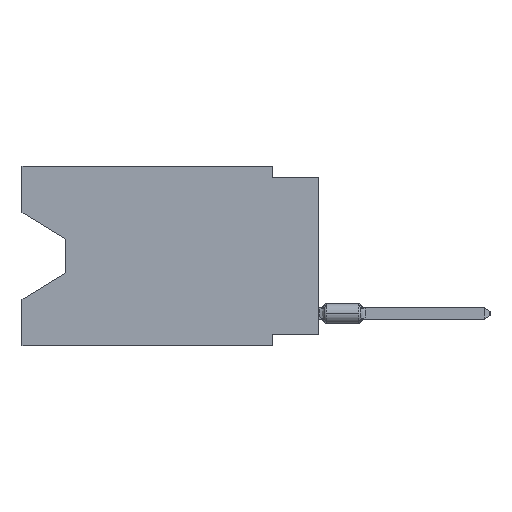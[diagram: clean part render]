
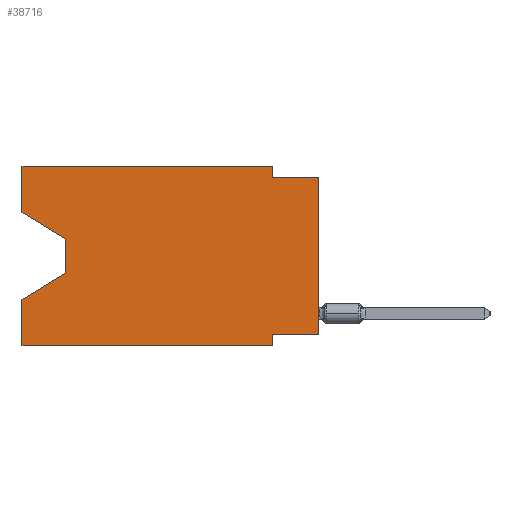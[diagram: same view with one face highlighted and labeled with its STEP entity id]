
A CAD part, left-side view. The second image highlights one B-rep face of the part: STEP entity #38716.
In plain terms, the highlighted planar face has unit normal (-1, 0, 0).
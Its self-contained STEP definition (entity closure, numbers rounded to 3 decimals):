
#547 = LINE ( 'NONE', #52686, #55964 ) ;
#1824 = EDGE_CURVE ( 'NONE', #35961, #31657, #3353, .T. ) ;
#1966 = VERTEX_POINT ( 'NONE', #32457 ) ;
#2200 = ORIENTED_EDGE ( 'NONE', *, *, #9726, .F. ) ;
#3353 = LINE ( 'NONE', #3941, #18581 ) ;
#3919 = CARTESIAN_POINT ( 'NONE',  ( 0., 2.54, -0.635 ) ) ;
#3941 = CARTESIAN_POINT ( 'NONE',  ( 0., 2.54, 0. ) ) ;
#4534 = EDGE_CURVE ( 'NONE', #7136, #50346, #53201, .T. ) ;
#5478 = DIRECTION ( 'NONE',  ( 0., 0., 1. ) ) ;
#5604 = ORIENTED_EDGE ( 'NONE', *, *, #45812, .F. ) ;
#5881 = VECTOR ( 'NONE', #30670, 1000. ) ;
#6045 = ORIENTED_EDGE ( 'NONE', *, *, #12696, .T. ) ;
#7136 = VERTEX_POINT ( 'NONE', #25865 ) ;
#7846 = CARTESIAN_POINT ( 'NONE',  ( 0., 16.383, -9.906 ) ) ;
#8285 = ORIENTED_EDGE ( 'NONE', *, *, #15823, .T. ) ;
#9501 = CARTESIAN_POINT ( 'NONE',  ( 0., 16.383, 0. ) ) ;
#9576 = CARTESIAN_POINT ( 'NONE',  ( 0., 2.54, -9.271 ) ) ;
#9726 = EDGE_CURVE ( 'NONE', #31657, #50346, #32829, .T. ) ;
#10315 = PLANE ( 'NONE',  #21686 ) ;
#10726 = CARTESIAN_POINT ( 'NONE',  ( 0., 16.383, 0. ) ) ;
#11997 = EDGE_CURVE ( 'NONE', #16287, #42511, #32896, .T. ) ;
#12696 = EDGE_CURVE ( 'NONE', #18870, #20043, #28785, .T. ) ;
#15365 = CARTESIAN_POINT ( 'NONE',  ( 0., 16.383, -9.906 ) ) ;
#15823 = EDGE_CURVE ( 'NONE', #1966, #37195, #547, .T. ) ;
#16207 = DIRECTION ( 'NONE',  ( 0., -1., 0. ) ) ;
#16287 = VERTEX_POINT ( 'NONE', #9576 ) ;
#17691 = DIRECTION ( 'NONE',  ( 0., 0., 1. ) ) ;
#18581 = VECTOR ( 'NONE', #20841, 1000. ) ;
#18870 = VERTEX_POINT ( 'NONE', #51038 ) ;
#19615 = CARTESIAN_POINT ( 'NONE',  ( 0., 16.383, -2.546 ) ) ;
#20043 = VERTEX_POINT ( 'NONE', #55049 ) ;
#20841 = DIRECTION ( 'NONE',  ( 0., 0., -1. ) ) ;
#21113 = DIRECTION ( 'NONE',  ( 0., 0., -1. ) ) ;
#21686 = AXIS2_PLACEMENT_3D ( 'NONE', #37212, #28632, #21113 ) ;
#21806 = LINE ( 'NONE', #39275, #5881 ) ;
#22645 = EDGE_CURVE ( 'NONE', #20043, #1966, #30367, .T. ) ;
#22915 = ORIENTED_EDGE ( 'NONE', *, *, #48901, .F. ) ;
#23586 = VECTOR ( 'NONE', #54314, 1000. ) ;
#23677 = CARTESIAN_POINT ( 'NONE',  ( 0., 16.383, 0. ) ) ;
#23954 = LINE ( 'NONE', #15365, #32584 ) ;
#23993 = EDGE_CURVE ( 'NONE', #56467, #37195, #31545, .T. ) ;
#24500 = DIRECTION ( 'NONE',  ( 0., -1., 0. ) ) ;
#24570 = CARTESIAN_POINT ( 'NONE',  ( 0., 2.54, -9.906 ) ) ;
#24930 = EDGE_LOOP ( 'NONE', ( #6045, #46309, #8285, #54382, #39145, #28278, #5604, #37294, #2200, #37977, #22915, #43271 ) ) ;
#25865 = CARTESIAN_POINT ( 'NONE',  ( 0., 0., -9.271 ) ) ;
#28051 = FACE_OUTER_BOUND ( 'NONE', #24930, .T. ) ;
#28134 = VECTOR ( 'NONE', #43541, 1000. ) ;
#28278 = ORIENTED_EDGE ( 'NONE', *, *, #11997, .F. ) ;
#28632 = DIRECTION ( 'NONE',  ( 1., 0., 0. ) ) ;
#28785 = LINE ( 'NONE', #19615, #33638 ) ;
#28804 = VECTOR ( 'NONE', #5478, 1000. ) ;
#29763 = VECTOR ( 'NONE', #17691, 1000. ) ;
#30367 = LINE ( 'NONE', #35205, #43589 ) ;
#30670 = DIRECTION ( 'NONE',  ( 0., -1., 0. ) ) ;
#31159 = CARTESIAN_POINT ( 'NONE',  ( 0., 0., 0. ) ) ;
#31545 = LINE ( 'NONE', #9501, #28804 ) ;
#31657 = VERTEX_POINT ( 'NONE', #3919 ) ;
#32457 = CARTESIAN_POINT ( 'NONE',  ( 0., 13.97, -5.893 ) ) ;
#32584 = VECTOR ( 'NONE', #16207, 1000. ) ;
#32815 = DIRECTION ( 'NONE',  ( 0., -0.855, -0.519 ) ) ;
#32829 = LINE ( 'NONE', #46251, #40984 ) ;
#32896 = LINE ( 'NONE', #24570, #56578 ) ;
#33638 = VECTOR ( 'NONE', #32815, 1000. ) ;
#34662 = DIRECTION ( 'NONE',  ( 0., 0., -1. ) ) ;
#35205 = CARTESIAN_POINT ( 'NONE',  ( 0., 13.97, -4.013 ) ) ;
#35961 = VERTEX_POINT ( 'NONE', #38418 ) ;
#36906 = CARTESIAN_POINT ( 'NONE',  ( 0., 2.54, -9.906 ) ) ;
#37195 = VERTEX_POINT ( 'NONE', #48139 ) ;
#37212 = CARTESIAN_POINT ( 'NONE',  ( 0., 16.383, 0. ) ) ;
#37294 = ORIENTED_EDGE ( 'NONE', *, *, #4534, .T. ) ;
#37743 = EDGE_CURVE ( 'NONE', #56467, #42511, #23954, .T. ) ;
#37961 = VERTEX_POINT ( 'NONE', #10726 ) ;
#37977 = ORIENTED_EDGE ( 'NONE', *, *, #1824, .F. ) ;
#38418 = CARTESIAN_POINT ( 'NONE',  ( 0., 2.54, 0. ) ) ;
#38716 = ADVANCED_FACE ( 'NONE', ( #28051 ), #10315, .F. ) ;
#39145 = ORIENTED_EDGE ( 'NONE', *, *, #37743, .T. ) ;
#39275 = CARTESIAN_POINT ( 'NONE',  ( 0., 16.383, 0. ) ) ;
#40984 = VECTOR ( 'NONE', #24500, 1000. ) ;
#42511 = VERTEX_POINT ( 'NONE', #36906 ) ;
#43271 = ORIENTED_EDGE ( 'NONE', *, *, #47851, .F. ) ;
#43541 = DIRECTION ( 'NONE',  ( 0., 1., 0. ) ) ;
#43589 = VECTOR ( 'NONE', #34662, 1000. ) ;
#45432 = LINE ( 'NONE', #23677, #23586 ) ;
#45812 = EDGE_CURVE ( 'NONE', #7136, #16287, #47570, .T. ) ;
#46251 = CARTESIAN_POINT ( 'NONE',  ( 0., 0., -0.635 ) ) ;
#46309 = ORIENTED_EDGE ( 'NONE', *, *, #22645, .T. ) ;
#47570 = LINE ( 'NONE', #52167, #28134 ) ;
#47791 = CARTESIAN_POINT ( 'NONE',  ( 0., 0., -0.635 ) ) ;
#47851 = EDGE_CURVE ( 'NONE', #18870, #37961, #45432, .T. ) ;
#48139 = CARTESIAN_POINT ( 'NONE',  ( 0., 16.383, -7.36 ) ) ;
#48901 = EDGE_CURVE ( 'NONE', #37961, #35961, #21806, .T. ) ;
#50069 = DIRECTION ( 'NONE',  ( 0., 0., -1. ) ) ;
#50346 = VERTEX_POINT ( 'NONE', #47791 ) ;
#51038 = CARTESIAN_POINT ( 'NONE',  ( 0., 16.383, -2.546 ) ) ;
#52167 = CARTESIAN_POINT ( 'NONE',  ( 0., 0., -9.271 ) ) ;
#52686 = CARTESIAN_POINT ( 'NONE',  ( 0., 13.97, -5.893 ) ) ;
#53201 = LINE ( 'NONE', #31159, #29763 ) ;
#54314 = DIRECTION ( 'NONE',  ( 0., 0., 1. ) ) ;
#54382 = ORIENTED_EDGE ( 'NONE', *, *, #23993, .F. ) ;
#54569 = DIRECTION ( 'NONE',  ( 0., 0.855, -0.519 ) ) ;
#55049 = CARTESIAN_POINT ( 'NONE',  ( 0., 13.97, -4.013 ) ) ;
#55964 = VECTOR ( 'NONE', #54569, 1000. ) ;
#56467 = VERTEX_POINT ( 'NONE', #7846 ) ;
#56578 = VECTOR ( 'NONE', #50069, 1000. ) ;
